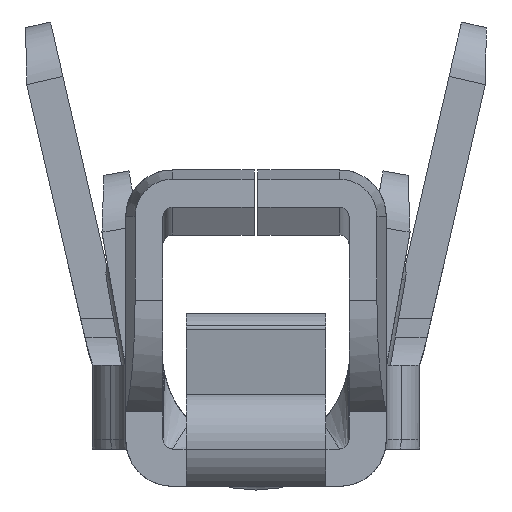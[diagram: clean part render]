
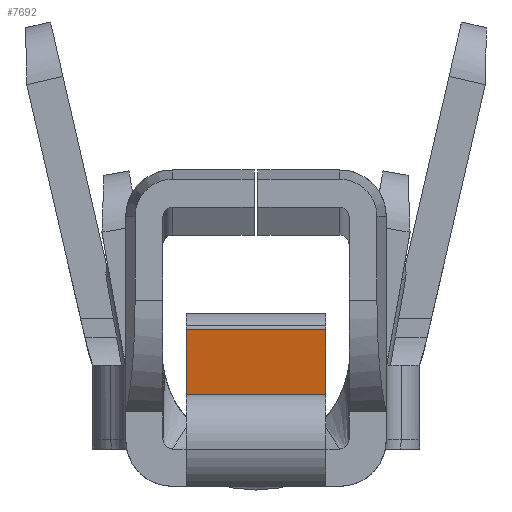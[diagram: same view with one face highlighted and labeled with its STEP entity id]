
A CAD part, front view. The second image highlights one B-rep face of the part: STEP entity #7692.
In plain terms, the highlighted planar face has unit normal (0, -0.17, 0.986).
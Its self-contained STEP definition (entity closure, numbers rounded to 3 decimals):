
#38 = DIRECTION ( 'NONE',  ( 0., -0.985, -0.17 ) ) ;
#58 = CARTESIAN_POINT ( 'NONE',  ( 0.875, 6.604, 0.615 ) ) ;
#93 = VECTOR ( 'NONE', #695, 1000. ) ;
#173 = LINE ( 'NONE', #8461, #3871 ) ;
#298 = VERTEX_POINT ( 'NONE', #7235 ) ;
#451 = CARTESIAN_POINT ( 'NONE',  ( 0.875, 4.598, 0.27 ) ) ;
#608 = VECTOR ( 'NONE', #6648, 1000. ) ;
#695 = DIRECTION ( 'NONE',  ( 1., 0., 0. ) ) ;
#761 = VERTEX_POINT ( 'NONE', #2311 ) ;
#778 = CARTESIAN_POINT ( 'NONE',  ( 0.875, 6.604, 0.615 ) ) ;
#1188 = DIRECTION ( 'NONE',  ( 0., -0.985, -0.17 ) ) ;
#1545 = AXIS2_PLACEMENT_3D ( 'NONE', #3195, #7425, #1188 ) ;
#1772 = EDGE_CURVE ( 'NONE', #298, #761, #3364, .T. ) ;
#1919 = PLANE ( 'NONE',  #1545 ) ;
#2311 = CARTESIAN_POINT ( 'NONE',  ( 1.625, 4.598, 0.27 ) ) ;
#2594 = VERTEX_POINT ( 'NONE', #778 ) ;
#2608 = FACE_OUTER_BOUND ( 'NONE', #7003, .T. ) ;
#3195 = CARTESIAN_POINT ( 'NONE',  ( 0.875, 6.634, 0.621 ) ) ;
#3268 = EDGE_CURVE ( 'NONE', #2594, #298, #6304, .T. ) ;
#3364 = LINE ( 'NONE', #5603, #7813 ) ;
#3796 = EDGE_CURVE ( 'NONE', #8395, #761, #6521, .T. ) ;
#3871 = VECTOR ( 'NONE', #4998, 1000. ) ;
#4998 = DIRECTION ( 'NONE',  ( 0., -0.985, -0.17 ) ) ;
#5599 = ORIENTED_EDGE ( 'NONE', *, *, #3268, .F. ) ;
#5603 = CARTESIAN_POINT ( 'NONE',  ( 1.625, 6.604, 0.615 ) ) ;
#6304 = LINE ( 'NONE', #58, #93 ) ;
#6521 = LINE ( 'NONE', #451, #608 ) ;
#6555 = EDGE_CURVE ( 'NONE', #2594, #8395, #173, .T. ) ;
#6648 = DIRECTION ( 'NONE',  ( 1., 0., 0. ) ) ;
#6834 = CARTESIAN_POINT ( 'NONE',  ( 0.875, 4.598, 0.27 ) ) ;
#6889 = ORIENTED_EDGE ( 'NONE', *, *, #3796, .T. ) ;
#7003 = EDGE_LOOP ( 'NONE', ( #7107, #6889, #7980, #5599 ) ) ;
#7107 = ORIENTED_EDGE ( 'NONE', *, *, #6555, .T. ) ;
#7235 = CARTESIAN_POINT ( 'NONE',  ( 1.625, 6.604, 0.615 ) ) ;
#7425 = DIRECTION ( 'NONE',  ( 0., -0.17, 0.985 ) ) ;
#7692 = ADVANCED_FACE ( 'NONE', ( #2608 ), #1919, .T. ) ;
#7813 = VECTOR ( 'NONE', #38, 1000. ) ;
#7980 = ORIENTED_EDGE ( 'NONE', *, *, #1772, .F. ) ;
#8395 = VERTEX_POINT ( 'NONE', #6834 ) ;
#8461 = CARTESIAN_POINT ( 'NONE',  ( 0.875, 6.604, 0.615 ) ) ;
